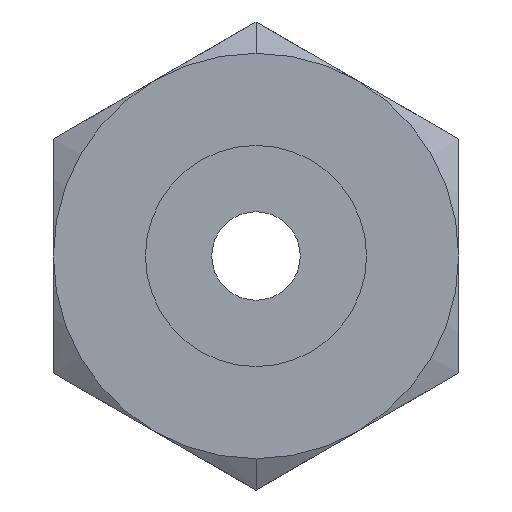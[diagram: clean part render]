
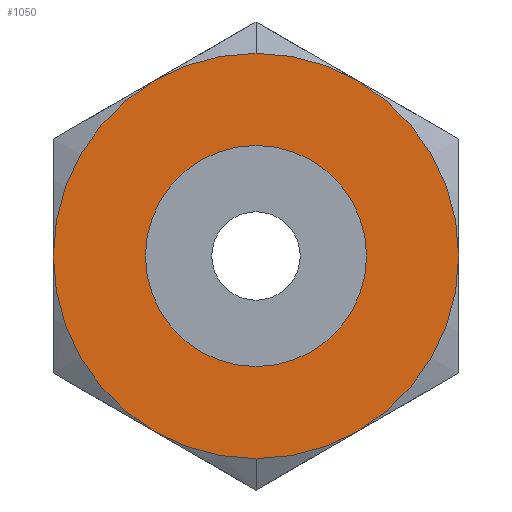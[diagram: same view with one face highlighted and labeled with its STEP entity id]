
A CAD part, left-side view. The second image highlights one B-rep face of the part: STEP entity #1050.
In plain terms, the highlighted planar face has unit normal (-1, 0, 0).
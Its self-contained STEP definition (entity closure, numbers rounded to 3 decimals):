
#136 = DIRECTION ( 'NONE',  ( -1., 0., 0. ) ) ;
#169 = AXIS2_PLACEMENT_3D ( 'NONE', #882, #136, #8241 ) ;
#266 = FACE_OUTER_BOUND ( 'NONE', #6116, .T. ) ;
#378 = VERTEX_POINT ( 'NONE', #2323 ) ;
#386 = CARTESIAN_POINT ( 'NONE',  ( 0., 0., 6. ) ) ;
#796 = ORIENTED_EDGE ( 'NONE', *, *, #3037, .T. ) ;
#882 = CARTESIAN_POINT ( 'NONE',  ( 0., 0., 5.5 ) ) ;
#903 = DIRECTION ( 'NONE',  ( 1., 0., 0. ) ) ;
#1050 = ADVANCED_FACE ( 'NONE', ( #6160, #266 ), #4947, .T. ) ;
#1347 = DIRECTION ( 'NONE',  ( 0., 0., 1. ) ) ;
#1554 = CARTESIAN_POINT ( 'NONE',  ( 0., 0., 0. ) ) ;
#2022 = AXIS2_PLACEMENT_3D ( 'NONE', #3289, #7369, #4657 ) ;
#2323 = CARTESIAN_POINT ( 'NONE',  ( 0., 0., 11. ) ) ;
#2697 = CIRCLE ( 'NONE', #7658, 6. ) ;
#2830 = DIRECTION ( 'NONE',  ( 1., 0., 0. ) ) ;
#2861 = ORIENTED_EDGE ( 'NONE', *, *, #3041, .F. ) ;
#2873 = DIRECTION ( 'NONE',  ( 0., 0., -1. ) ) ;
#2907 = EDGE_LOOP ( 'NONE', ( #3352, #796 ) ) ;
#3037 = EDGE_CURVE ( 'NONE', #6205, #4517, #6549, .T. ) ;
#3041 = EDGE_CURVE ( 'NONE', #378, #7213, #3713, .T. ) ;
#3066 = ORIENTED_EDGE ( 'NONE', *, *, #8266, .F. ) ;
#3289 = CARTESIAN_POINT ( 'NONE',  ( 0., 0., 0. ) ) ;
#3352 = ORIENTED_EDGE ( 'NONE', *, *, #4766, .T. ) ;
#3713 = CIRCLE ( 'NONE', #6272, 11. ) ;
#4223 = CIRCLE ( 'NONE', #6497, 11. ) ;
#4517 = VERTEX_POINT ( 'NONE', #4852 ) ;
#4657 = DIRECTION ( 'NONE',  ( 0., 0., 1. ) ) ;
#4766 = EDGE_CURVE ( 'NONE', #4517, #6205, #2697, .T. ) ;
#4852 = CARTESIAN_POINT ( 'NONE',  ( 0., 0., -6. ) ) ;
#4947 = PLANE ( 'NONE',  #169 ) ;
#6116 = EDGE_LOOP ( 'NONE', ( #2861, #3066 ) ) ;
#6160 = FACE_BOUND ( 'NONE', #2907, .T. ) ;
#6205 = VERTEX_POINT ( 'NONE', #386 ) ;
#6272 = AXIS2_PLACEMENT_3D ( 'NONE', #8698, #8740, #1347 ) ;
#6497 = AXIS2_PLACEMENT_3D ( 'NONE', #1554, #2830, #2873 ) ;
#6549 = CIRCLE ( 'NONE', #2022, 6. ) ;
#6839 = DIRECTION ( 'NONE',  ( 0., 0., -1. ) ) ;
#7020 = CARTESIAN_POINT ( 'NONE',  ( 0., 0., 0. ) ) ;
#7213 = VERTEX_POINT ( 'NONE', #8012 ) ;
#7369 = DIRECTION ( 'NONE',  ( 1., 0., 0. ) ) ;
#7658 = AXIS2_PLACEMENT_3D ( 'NONE', #7020, #903, #6839 ) ;
#8012 = CARTESIAN_POINT ( 'NONE',  ( 0., 0., -11. ) ) ;
#8241 = DIRECTION ( 'NONE',  ( 0., 0., 1. ) ) ;
#8266 = EDGE_CURVE ( 'NONE', #7213, #378, #4223, .T. ) ;
#8698 = CARTESIAN_POINT ( 'NONE',  ( 0., 0., 0. ) ) ;
#8740 = DIRECTION ( 'NONE',  ( 1., 0., 0. ) ) ;
